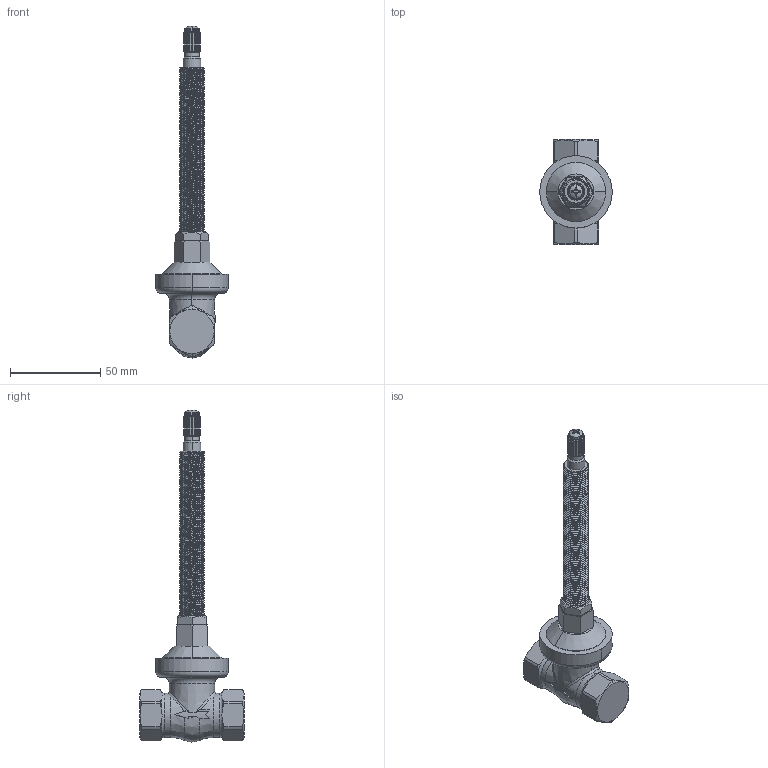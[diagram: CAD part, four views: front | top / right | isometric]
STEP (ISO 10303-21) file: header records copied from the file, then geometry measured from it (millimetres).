
FILE_DESCRIPTION((''),'2;1');
FILE_NAME('1-606U','2021-04-21T14:45:08',('rsmith'),(''),'CREO PARAMETRIC BY PTC INC, 2018400','CREO PARAMETRIC BY PTC INC, 2018400','');
FILE_SCHEMA(('AUTOMOTIVE_DESIGN { 1 0 10303 214 1 1 1 1 }'));
Products named in the file (1): 1-606U
Bounding box: 40.01 x 58 x 183.5 mm (x, y, z)
Volume: 70084 mm3; surface area: 18512.9 mm2
Topology: 1 solids, 2 shells, 719 faces, 2011 edges, 1306 vertices
Faces by surface type: cylinder 352, plane 226, bspline 74, cone 49, torus 16, sphere 2
Entity records: 71563 total; most frequent: CARTESIAN_POINT 45346, ORIENTED_EDGE 4018, DIRECTION 2751, PRESENTATION_STYLE_ASSIGNMENT 2430, STYLED_ITEM 2242, CURVE_STYLE 2009, EDGE_CURVE 2009, VERTEX_POINT 1306
